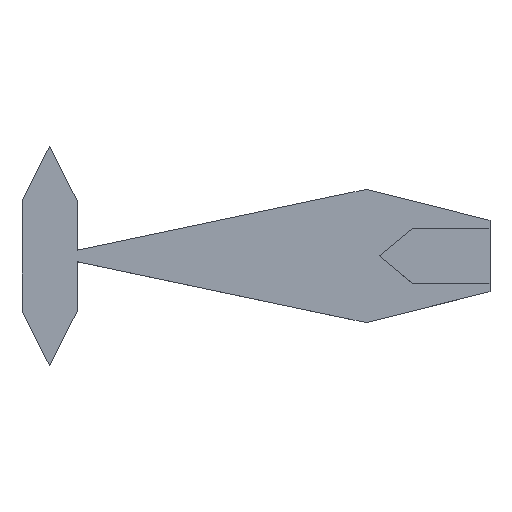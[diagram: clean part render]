
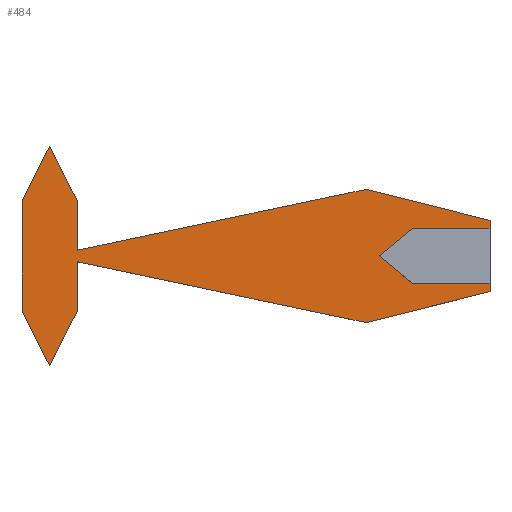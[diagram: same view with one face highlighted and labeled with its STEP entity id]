
A CAD part, top view. The second image highlights one B-rep face of the part: STEP entity #484.
In plain terms, the highlighted planar face has unit normal (0, 0, 1).
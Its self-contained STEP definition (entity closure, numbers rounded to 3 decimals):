
#38=FACE_OUTER_BOUND('',#62,.T.);
#62=EDGE_LOOP('',(#420,#421,#422,#423,#424,#425,#426,#427,#428,#429,#430,
#431,#432,#433,#434,#435,#436));
#63=LINE('',#643,#129);
#67=LINE('',#651,#133);
#70=LINE('',#657,#136);
#73=LINE('',#663,#139);
#97=LINE('',#710,#163);
#99=LINE('',#713,#165);
#109=LINE('',#735,#175);
#111=LINE('',#739,#177);
#113=LINE('',#743,#179);
#115=LINE('',#747,#181);
#117=LINE('',#751,#183);
#119=LINE('',#754,#185);
#120=LINE('',#757,#186);
#122=LINE('',#761,#188);
#124=LINE('',#765,#190);
#126=LINE('',#769,#192);
#128=LINE('',#772,#194);
#129=VECTOR('',#527,10.);
#133=VECTOR('',#533,10.);
#136=VECTOR('',#538,10.);
#139=VECTOR('',#543,10.);
#163=VECTOR('',#571,10.);
#165=VECTOR('',#573,10.);
#175=VECTOR('',#597,10.);
#177=VECTOR('',#601,10.);
#179=VECTOR('',#605,10.);
#181=VECTOR('',#609,10.);
#183=VECTOR('',#613,10.);
#185=VECTOR('',#617,10.);
#186=VECTOR('',#620,10.);
#188=VECTOR('',#624,10.);
#190=VECTOR('',#628,10.);
#192=VECTOR('',#632,10.);
#194=VECTOR('',#636,10.);
#195=VERTEX_POINT('',#641);
#196=VERTEX_POINT('',#642);
#199=VERTEX_POINT('',#650);
#201=VERTEX_POINT('',#656);
#203=VERTEX_POINT('',#662);
#224=VERTEX_POINT('',#708);
#225=VERTEX_POINT('',#712);
#229=VERTEX_POINT('',#732);
#230=VERTEX_POINT('',#734);
#231=VERTEX_POINT('',#738);
#232=VERTEX_POINT('',#742);
#233=VERTEX_POINT('',#746);
#234=VERTEX_POINT('',#750);
#235=VERTEX_POINT('',#756);
#236=VERTEX_POINT('',#760);
#237=VERTEX_POINT('',#764);
#238=VERTEX_POINT('',#768);
#239=EDGE_CURVE('',#195,#196,#63,.T.);
#243=EDGE_CURVE('',#199,#195,#67,.T.);
#246=EDGE_CURVE('',#201,#199,#70,.T.);
#249=EDGE_CURVE('',#196,#203,#73,.T.);
#273=EDGE_CURVE('',#203,#224,#97,.T.);
#275=EDGE_CURVE('',#225,#201,#99,.T.);
#285=EDGE_CURVE('',#230,#229,#109,.T.);
#287=EDGE_CURVE('',#231,#230,#111,.T.);
#289=EDGE_CURVE('',#232,#231,#113,.T.);
#291=EDGE_CURVE('',#233,#232,#115,.T.);
#293=EDGE_CURVE('',#234,#233,#117,.T.);
#295=EDGE_CURVE('',#224,#234,#119,.T.);
#296=EDGE_CURVE('',#235,#225,#120,.T.);
#298=EDGE_CURVE('',#236,#235,#122,.T.);
#300=EDGE_CURVE('',#237,#236,#124,.T.);
#302=EDGE_CURVE('',#238,#237,#126,.T.);
#304=EDGE_CURVE('',#229,#238,#128,.T.);
#420=ORIENTED_EDGE('',*,*,#249,.T.);
#421=ORIENTED_EDGE('',*,*,#273,.T.);
#422=ORIENTED_EDGE('',*,*,#295,.T.);
#423=ORIENTED_EDGE('',*,*,#293,.T.);
#424=ORIENTED_EDGE('',*,*,#291,.T.);
#425=ORIENTED_EDGE('',*,*,#289,.T.);
#426=ORIENTED_EDGE('',*,*,#287,.T.);
#427=ORIENTED_EDGE('',*,*,#285,.T.);
#428=ORIENTED_EDGE('',*,*,#304,.T.);
#429=ORIENTED_EDGE('',*,*,#302,.T.);
#430=ORIENTED_EDGE('',*,*,#300,.T.);
#431=ORIENTED_EDGE('',*,*,#298,.T.);
#432=ORIENTED_EDGE('',*,*,#296,.T.);
#433=ORIENTED_EDGE('',*,*,#275,.T.);
#434=ORIENTED_EDGE('',*,*,#246,.T.);
#435=ORIENTED_EDGE('',*,*,#243,.T.);
#436=ORIENTED_EDGE('',*,*,#239,.T.);
#460=PLANE('',#522);
#484=ADVANCED_FACE('',(#38),#460,.T.);
#522=AXIS2_PLACEMENT_3D('',#773,#637,#638);
#527=DIRECTION('',(0.768,0.64,0.));
#533=DIRECTION('',(-0.768,0.64,0.));
#538=DIRECTION('',(-1.,0.,0.));
#543=DIRECTION('',(1.,0.,0.));
#571=DIRECTION('',(0.,1.,0.));
#573=DIRECTION('',(0.,1.,0.));
#597=DIRECTION('',(0.,-1.,0.));
#601=DIRECTION('',(-0.448,-0.894,0.));
#605=DIRECTION('',(-0.448,0.894,0.));
#609=DIRECTION('',(0.,1.,0.));
#613=DIRECTION('',(-0.979,-0.206,0.));
#617=DIRECTION('',(-0.97,0.242,0.));
#620=DIRECTION('',(0.97,0.242,0.));
#624=DIRECTION('',(0.979,-0.206,0.));
#628=DIRECTION('',(0.,1.,0.));
#632=DIRECTION('',(0.448,0.894,0.));
#636=DIRECTION('',(0.448,-0.894,0.));
#637=DIRECTION('center_axis',(0.,0.,1.));
#638=DIRECTION('ref_axis',(1.,0.,0.));
#641=CARTESIAN_POINT('',(-23.,0.,2.));
#642=CARTESIAN_POINT('',(-20.,2.5,2.));
#643=CARTESIAN_POINT('',(-24.82,-1.516,2.));
#650=CARTESIAN_POINT('',(-20.,-2.5,2.));
#651=CARTESIAN_POINT('',(-26.32,2.766,2.));
#656=CARTESIAN_POINT('',(-13.,-2.5,2.));
#657=CARTESIAN_POINT('',(-27.125,-2.5,2.));
#662=CARTESIAN_POINT('',(-13.,2.5,2.));
#663=CARTESIAN_POINT('',(-23.625,2.5,2.));
#708=CARTESIAN_POINT('',(-13.,3.241,2.));
#710=CARTESIAN_POINT('',(-13.,-2.5,2.));
#712=CARTESIAN_POINT('',(-13.,-3.241,2.));
#713=CARTESIAN_POINT('',(-13.,-2.5,2.));
#732=CARTESIAN_POINT('',(-55.5,-5.,2.));
#734=CARTESIAN_POINT('',(-55.5,5.,2.));
#735=CARTESIAN_POINT('',(-55.5,-5.,2.));
#738=CARTESIAN_POINT('',(-53.,9.983,2.));
#739=CARTESIAN_POINT('',(-55.5,5.,2.));
#742=CARTESIAN_POINT('',(-50.5,5.,2.));
#743=CARTESIAN_POINT('',(-53.,9.983,2.));
#746=CARTESIAN_POINT('',(-50.5,0.526,2.));
#747=CARTESIAN_POINT('',(-50.5,5.,2.));
#750=CARTESIAN_POINT('',(-24.257,6.048,2.));
#751=CARTESIAN_POINT('',(-53.,0.,2.));
#754=CARTESIAN_POINT('',(-13.,3.241,2.));
#756=CARTESIAN_POINT('',(-24.257,-6.048,2.));
#757=CARTESIAN_POINT('',(-13.,-3.241,2.));
#760=CARTESIAN_POINT('',(-50.5,-0.526,2.));
#761=CARTESIAN_POINT('',(-53.,0.,2.));
#764=CARTESIAN_POINT('',(-50.5,-5.,2.));
#765=CARTESIAN_POINT('',(-50.5,5.,2.));
#768=CARTESIAN_POINT('',(-53.,-9.983,2.));
#769=CARTESIAN_POINT('',(-53.,-9.983,2.));
#772=CARTESIAN_POINT('',(-55.5,-5.,2.));
#773=CARTESIAN_POINT('Origin',(-34.25,0.,2.));
